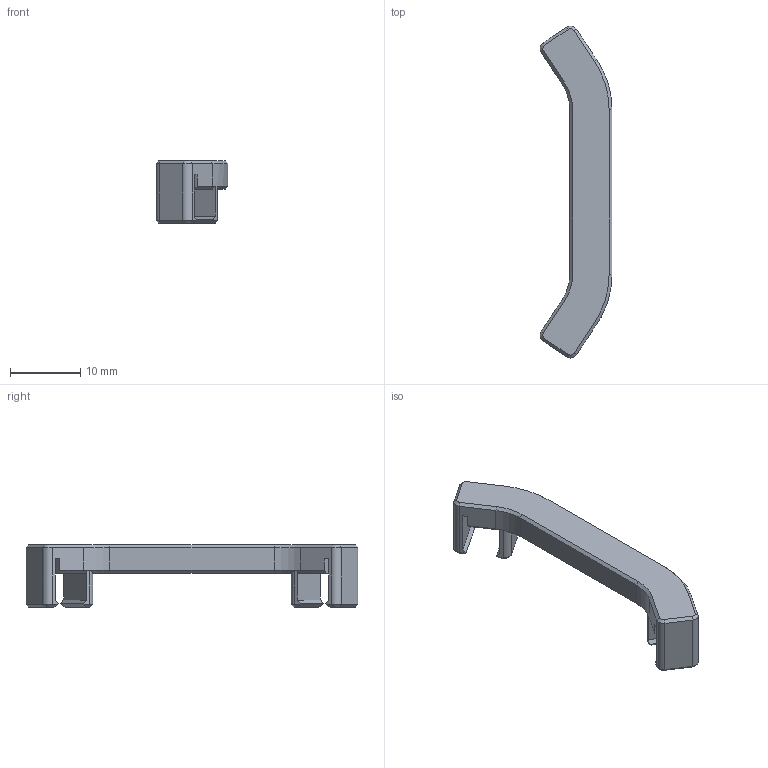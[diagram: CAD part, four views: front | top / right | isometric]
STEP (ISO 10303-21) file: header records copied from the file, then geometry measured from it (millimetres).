
FILE_DESCRIPTION(/* description */ (''),/* implementation_level */ '2;1');
FILE_NAME(/* name */ 'skr_brace.step',/* time_stamp */ '2021-04-17T08:56:28-05:00',/* author */ (''),/* organization */ (''),/* preprocessor_version */ 'ST-DEVELOPER v18.1',/* originating_system */ 'Autodesk Translation Framework v10.6.0.1341',/* authorisation */ '');
FILE_SCHEMA (('AUTOMOTIVE_DESIGN { 1 0 10303 214 3 1 1 }'));
Length unit declared in the file: millimetre
Products named in the file (1): skr_support
Bounding box: 10.23 x 47.2 x 8.85 mm (x, y, z)
Volume: 1266.9 mm3; surface area: 1261.5 mm2
Topology: 1 solids, 1 shells, 96 faces, 242 edges, 148 vertices
Faces by surface type: plane 60, cone 24, cylinder 12
Entity records: 2882 total; most frequent: CARTESIAN_POINT 531, ORIENTED_EDGE 484, DIRECTION 484, EDGE_CURVE 242, LINE 174, VECTOR 174, AXIS2_PLACEMENT_3D 155, VERTEX_POINT 148
